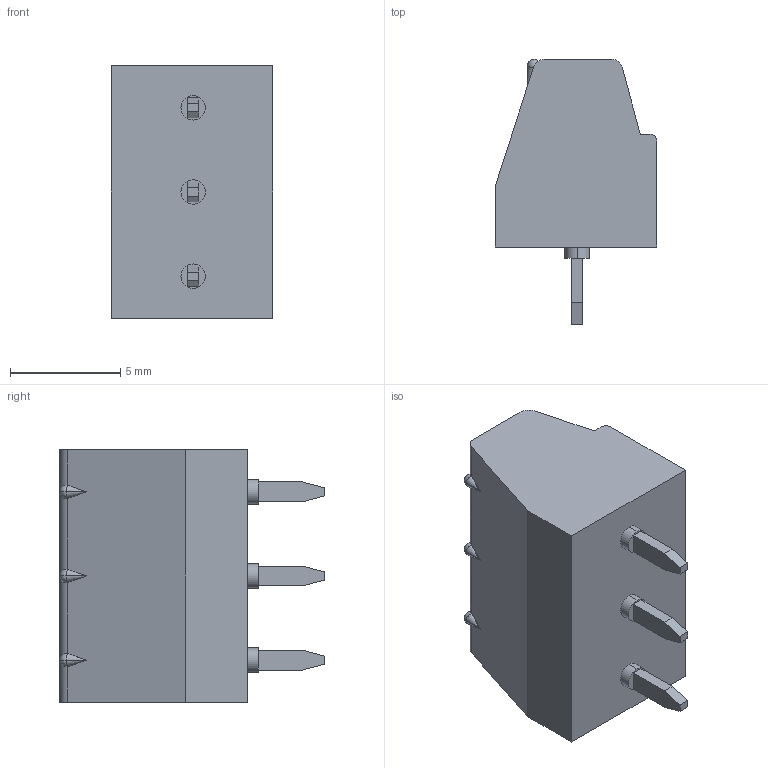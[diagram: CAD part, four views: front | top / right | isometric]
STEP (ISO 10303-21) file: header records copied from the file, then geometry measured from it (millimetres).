
FILE_DESCRIPTION (( 'STEP AP214' ), '1' );
FILE_NAME ('User Library-pxc_1985836_00_MKDS-1-3-3-81-HT-BK_3D.STEP', '2021-02-09T10:15:51', ( '' ), ( '' ), 'SwSTEP 2.0', 'SolidWorks 2020', '' );
FILE_SCHEMA (( 'AUTOMOTIVE_DESIGN' ));
Length unit declared in the file: millimetre
Products named in the file (2): mkds_1-3-3.81-ht; User Library-pxc_1985836_00_MKDS-1-3-3-81-HT-BK_3D
Assembly tree (1 placements, depth 2):
  User Library-pxc_1985836_00_MKDS-1-3-3-81-HT-BK_3D
    mkds_1-3-3.81-ht
Bounding box: 7.3 x 12 x 11.43 mm (x, y, z)
Volume: 556.3 mm3; surface area: 576.9 mm2
Topology: 1 solids, 1 shells, 161 faces, 432 edges, 280 vertices
Faces by surface type: plane 98, cylinder 51, torus 6, cone 6
Entity records: 6809 total; most frequent: CARTESIAN_POINT 931, DIRECTION 852, ORIENTED_EDGE 840, EDGE_CURVE 420, AXIS2_PLACEMENT_3D 285, LINE 282, VECTOR 282, VERTEX_POINT 280
